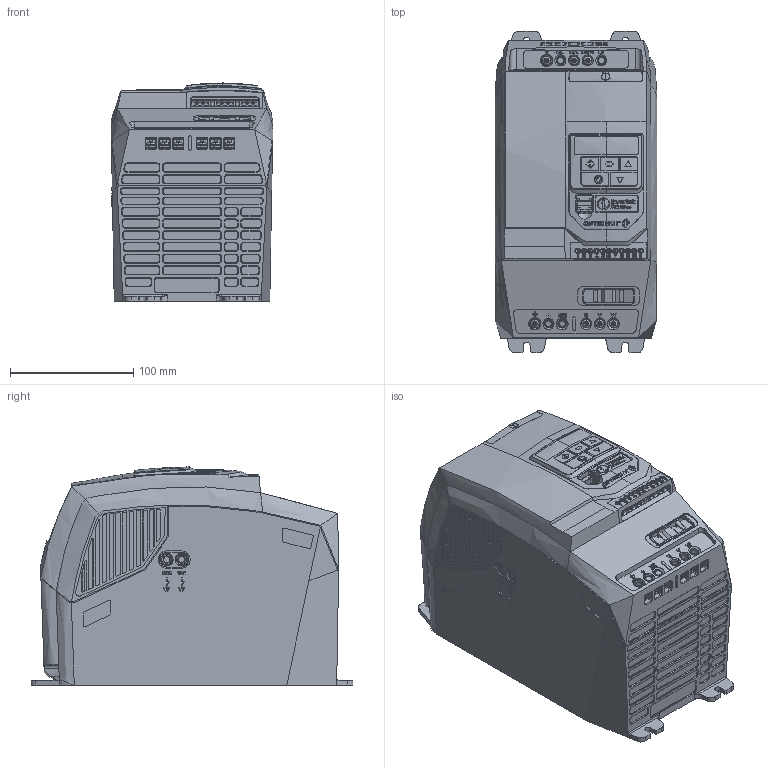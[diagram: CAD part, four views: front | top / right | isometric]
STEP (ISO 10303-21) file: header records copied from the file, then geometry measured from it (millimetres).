
FILE_DESCRIPTION (( 'STEP AP203' ), '1' );
FILE_NAME ('E3.IP20.SIZE3.STEP', '2021-10-27T12:31:33', ( '' ), ( '' ), 'SwSTEP 2.0', 'SolidWorks 2021', '' );
FILE_SCHEMA (( 'CONFIG_CONTROL_DESIGN' ));
Length unit declared in the file: millimetre
Products named in the file (1): E3.IP20.SIZE3
Bounding box: 131.26 x 261 x 176.89 mm (x, y, z)
Volume: 4746294.7 mm3; surface area: 206306.3 mm2
Topology: 1 solids, 1 shells, 9209 faces, 25855 edges, 16889 vertices
Faces by surface type: plane 6878, bspline 1172, cylinder 997, cone 124, torus 32, sphere 6
Entity records: 361502 total; most frequent: CARTESIAN_POINT 149452, ORIENTED_EDGE 51652, DIRECTION 32158, EDGE_CURVE 25826, VERTEX_POINT 16889, LINE 13558, VECTOR 13558, B_SPLINE_CURVE_WITH_KNOTS 10188
